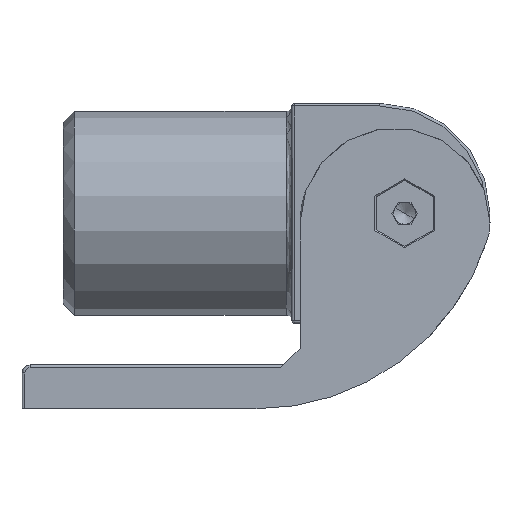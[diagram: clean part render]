
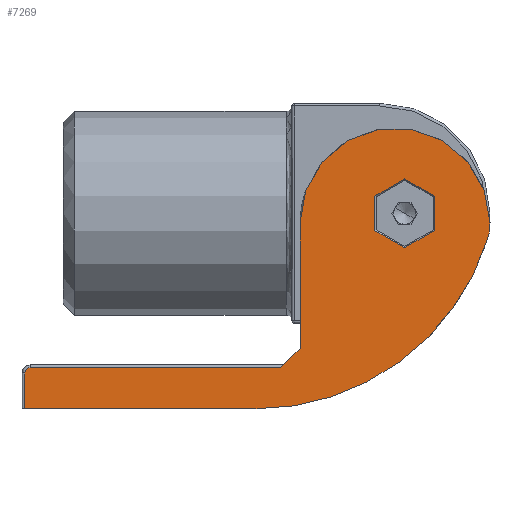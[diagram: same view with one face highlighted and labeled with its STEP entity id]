
A CAD part, front view. The second image highlights one B-rep face of the part: STEP entity #7269.
In plain terms, the highlighted planar face has unit normal (0, -1, 0).
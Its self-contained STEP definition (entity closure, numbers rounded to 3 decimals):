
#110 = CARTESIAN_POINT ( 'NONE',  ( -42., -27.5, -19. ) ) ;
#242 = CARTESIAN_POINT ( 'NONE',  ( -41., -27.5, -18. ) ) ;
#284 = VECTOR ( 'NONE', #21446, 1000. ) ;
#531 = CARTESIAN_POINT ( 'NONE',  ( -42.5, -27.5, -25.5 ) ) ;
#612 = VERTEX_POINT ( 'NONE', #110 ) ;
#690 = VERTEX_POINT ( 'NONE', #15339 ) ;
#843 = ORIENTED_EDGE ( 'NONE', *, *, #10384, .T. ) ;
#848 = LINE ( 'NONE', #18121, #22607 ) ;
#877 = AXIS2_PLACEMENT_3D ( 'NONE', #21411, #25537, #8988 ) ;
#916 = DIRECTION ( 'NONE',  ( 0., 1., 0. ) ) ;
#1082 = VERTEX_POINT ( 'NONE', #242 ) ;
#2498 = CARTESIAN_POINT ( 'NONE',  ( 25.25, -27.5, 8.25 ) ) ;
#2529 = PLANE ( 'NONE',  #17883 ) ;
#2894 = CARTESIAN_POINT ( 'NONE',  ( 4.5, -27.5, -18. ) ) ;
#3330 = CARTESIAN_POINT ( 'NONE',  ( 8., -27.5, 8.25 ) ) ;
#3555 = VERTEX_POINT ( 'NONE', #23322 ) ;
#3757 = DIRECTION ( 'NONE',  ( 0., 0., 1. ) ) ;
#4081 = CIRCLE ( 'NONE', #17325, 44.112 ) ;
#4893 = VERTEX_POINT ( 'NONE', #17479 ) ;
#5670 = LINE ( 'NONE', #17480, #15042 ) ;
#6393 = DIRECTION ( 'NONE',  ( 0., 0., 1. ) ) ;
#6599 = EDGE_CURVE ( 'NONE', #10244, #11413, #26709, .T. ) ;
#6879 = ORIENTED_EDGE ( 'NONE', *, *, #17428, .F. ) ;
#7269 = ADVANCED_FACE ( 'NONE', ( #23487, #13343 ), #2529, .F. ) ;
#7911 = DIRECTION ( 'NONE',  ( 0., 0., 1. ) ) ;
#8328 = DIRECTION ( 'NONE',  ( 0., 1., 0. ) ) ;
#8497 = CARTESIAN_POINT ( 'NONE',  ( 32.5, -27.5, 8.25 ) ) ;
#8965 = ORIENTED_EDGE ( 'NONE', *, *, #14706, .F. ) ;
#8988 = DIRECTION ( 'NONE',  ( 0., 0., -1. ) ) ;
#9126 = EDGE_CURVE ( 'NONE', #17014, #3555, #20791, .T. ) ;
#9234 = AXIS2_PLACEMENT_3D ( 'NONE', #8497, #8328, #10593 ) ;
#9318 = EDGE_CURVE ( 'NONE', #19880, #690, #21751, .T. ) ;
#10182 = CARTESIAN_POINT ( 'NONE',  ( -41., -27.5, -19. ) ) ;
#10244 = VERTEX_POINT ( 'NONE', #25988 ) ;
#10384 = EDGE_CURVE ( 'NONE', #612, #11413, #19792, .T. ) ;
#10593 = DIRECTION ( 'NONE',  ( 0., 0., -1. ) ) ;
#11358 = CARTESIAN_POINT ( 'NONE',  ( 25.25, -27.5, 8.25 ) ) ;
#11369 = VERTEX_POINT ( 'NONE', #2894 ) ;
#11413 = VERTEX_POINT ( 'NONE', #23950 ) ;
#11892 = LINE ( 'NONE', #20526, #24289 ) ;
#12000 = DIRECTION ( 'NONE',  ( 0., -1., 0. ) ) ;
#12469 = AXIS2_PLACEMENT_3D ( 'NONE', #2498, #21036, #6393 ) ;
#12578 = CIRCLE ( 'NONE', #9234, 10. ) ;
#12694 = EDGE_CURVE ( 'NONE', #11369, #16503, #11892, .T. ) ;
#12787 = DIRECTION ( 'NONE',  ( 0., -1., 0. ) ) ;
#13214 = EDGE_LOOP ( 'NONE', ( #13724, #8965 ) ) ;
#13343 = FACE_OUTER_BOUND ( 'NONE', #22524, .T. ) ;
#13724 = ORIENTED_EDGE ( 'NONE', *, *, #9318, .F. ) ;
#14063 = DIRECTION ( 'NONE',  ( -1., 0., 0. ) ) ;
#14667 = CIRCLE ( 'NONE', #16138, 1. ) ;
#14706 = EDGE_CURVE ( 'NONE', #690, #19880, #19030, .T. ) ;
#14852 = DIRECTION ( 'NONE',  ( -1., 0., 0. ) ) ;
#15042 = VECTOR ( 'NONE', #3757, 1000. ) ;
#15339 = CARTESIAN_POINT ( 'NONE',  ( 27., -27.5, 16.25 ) ) ;
#15477 = DIRECTION ( 'NONE',  ( 0., 0., 1. ) ) ;
#15497 = DIRECTION ( 'NONE',  ( 0., 0., -1. ) ) ;
#16138 = AXIS2_PLACEMENT_3D ( 'NONE', #10182, #12000, #7911 ) ;
#16326 = VECTOR ( 'NONE', #14852, 1000. ) ;
#16405 = AXIS2_PLACEMENT_3D ( 'NONE', #25263, #12787, #23280 ) ;
#16503 = VERTEX_POINT ( 'NONE', #24066 ) ;
#17014 = VERTEX_POINT ( 'NONE', #3330 ) ;
#17104 = ORIENTED_EDGE ( 'NONE', *, *, #21046, .F. ) ;
#17253 = CARTESIAN_POINT ( 'NONE',  ( 0., -27.5, 18.612 ) ) ;
#17325 = AXIS2_PLACEMENT_3D ( 'NONE', #17253, #916, #15497 ) ;
#17428 = EDGE_CURVE ( 'NONE', #16503, #17014, #5670, .T. ) ;
#17458 = EDGE_CURVE ( 'NONE', #11369, #1082, #848, .T. ) ;
#17479 = CARTESIAN_POINT ( 'NONE',  ( 42.027, -27.5, 5.212 ) ) ;
#17480 = CARTESIAN_POINT ( 'NONE',  ( 8., -27.5, -14.5 ) ) ;
#17883 = AXIS2_PLACEMENT_3D ( 'NONE', #11358, #25740, #15477 ) ;
#17914 = EDGE_CURVE ( 'NONE', #3555, #4893, #12578, .T. ) ;
#18121 = CARTESIAN_POINT ( 'NONE',  ( 25.25, -27.5, -18. ) ) ;
#18351 = DIRECTION ( 'NONE',  ( 0.707, 0., 0.707 ) ) ;
#18599 = ORIENTED_EDGE ( 'NONE', *, *, #9126, .F. ) ;
#18984 = ORIENTED_EDGE ( 'NONE', *, *, #17458, .T. ) ;
#19030 = CIRCLE ( 'NONE', #16405, 6.25 ) ;
#19216 = CARTESIAN_POINT ( 'NONE',  ( 27., -27.5, 3.75 ) ) ;
#19792 = LINE ( 'NONE', #26580, #284 ) ;
#19880 = VERTEX_POINT ( 'NONE', #19216 ) ;
#20526 = CARTESIAN_POINT ( 'NONE',  ( 5., -27.5, -17.5 ) ) ;
#20791 = CIRCLE ( 'NONE', #12469, 17.25 ) ;
#21036 = DIRECTION ( 'NONE',  ( 0., 1., 0. ) ) ;
#21046 = EDGE_CURVE ( 'NONE', #4893, #10244, #4081, .T. ) ;
#21411 = CARTESIAN_POINT ( 'NONE',  ( 27., -27.5, 10. ) ) ;
#21446 = DIRECTION ( 'NONE',  ( 0., 0., -1. ) ) ;
#21751 = CIRCLE ( 'NONE', #877, 6.25 ) ;
#21915 = ORIENTED_EDGE ( 'NONE', *, *, #6599, .F. ) ;
#22524 = EDGE_LOOP ( 'NONE', ( #22595, #18984, #24072, #843, #21915, #17104, #26639, #18599, #6879 ) ) ;
#22595 = ORIENTED_EDGE ( 'NONE', *, *, #12694, .F. ) ;
#22607 = VECTOR ( 'NONE', #14063, 1000. ) ;
#23280 = DIRECTION ( 'NONE',  ( 0., 0., -1. ) ) ;
#23322 = CARTESIAN_POINT ( 'NONE',  ( 42.5, -27.5, 8.25 ) ) ;
#23487 = FACE_BOUND ( 'NONE', #13214, .T. ) ;
#23950 = CARTESIAN_POINT ( 'NONE',  ( -42., -27.5, -25.5 ) ) ;
#24066 = CARTESIAN_POINT ( 'NONE',  ( 8., -27.5, -14.5 ) ) ;
#24072 = ORIENTED_EDGE ( 'NONE', *, *, #24119, .T. ) ;
#24119 = EDGE_CURVE ( 'NONE', #1082, #612, #14667, .T. ) ;
#24289 = VECTOR ( 'NONE', #18351, 1000. ) ;
#25263 = CARTESIAN_POINT ( 'NONE',  ( 27., -27.5, 10. ) ) ;
#25537 = DIRECTION ( 'NONE',  ( 0., -1., 0. ) ) ;
#25740 = DIRECTION ( 'NONE',  ( 0., 1., 0. ) ) ;
#25988 = CARTESIAN_POINT ( 'NONE',  ( 0., -27.5, -25.5 ) ) ;
#26580 = CARTESIAN_POINT ( 'NONE',  ( -42., -27.5, 8.25 ) ) ;
#26639 = ORIENTED_EDGE ( 'NONE', *, *, #17914, .F. ) ;
#26709 = LINE ( 'NONE', #531, #16326 ) ;
